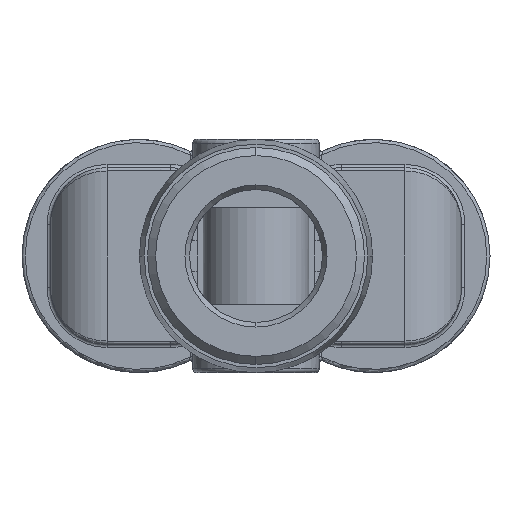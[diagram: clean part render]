
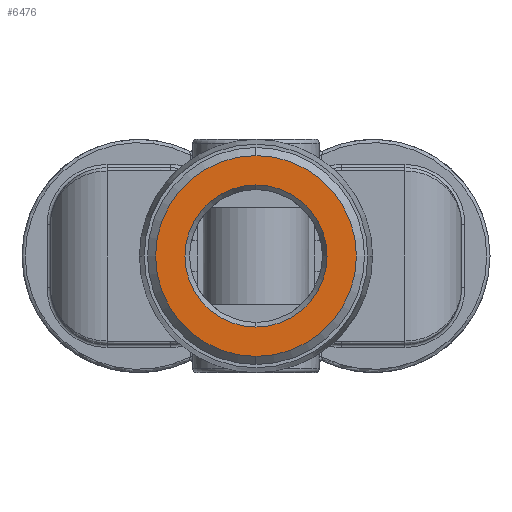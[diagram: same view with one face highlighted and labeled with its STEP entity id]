
A CAD part, front view. The second image highlights one B-rep face of the part: STEP entity #6476.
In plain terms, the highlighted planar face has unit normal (0, -1, 0).
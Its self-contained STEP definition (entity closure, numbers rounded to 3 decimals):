
#1816=CARTESIAN_POINT('',(0.,-5.7,0.));
#1817=DIRECTION('',(0.,-1.,0.));
#1818=DIRECTION('',(0.,0.,-1.));
#1819=AXIS2_PLACEMENT_3D('',#1816,#1817,#1818);
#1829=CARTESIAN_POINT('',(0.,-5.7,0.));
#1830=DIRECTION('',(0.,1.,0.));
#1831=DIRECTION('',(0.,0.,-1.));
#1832=AXIS2_PLACEMENT_3D('',#1829,#1830,#1831);
#1834=CARTESIAN_POINT('',(0.,-5.7,0.));
#1835=DIRECTION('',(0.,1.,0.));
#1836=DIRECTION('',(0.,0.,-1.));
#1837=AXIS2_PLACEMENT_3D('',#1834,#1835,#1836);
#1839=CARTESIAN_POINT('',(0.,-5.7,0.));
#1840=DIRECTION('',(0.,-1.,0.));
#1841=DIRECTION('',(0.,0.,-1.));
#1842=AXIS2_PLACEMENT_3D('',#1839,#1840,#1841);
#3275=CARTESIAN_POINT('',(0.,-5.7,-4.389));
#3277=VERTEX_POINT('',#3275);
#3278=CARTESIAN_POINT('',(0.,-5.7,-6.2));
#3280=VERTEX_POINT('',#3278);
#3289=CARTESIAN_POINT('',(0.,-5.7,4.389));
#3291=VERTEX_POINT('',#3289);
#3292=CARTESIAN_POINT('',(0.,-5.7,6.2));
#3294=VERTEX_POINT('',#3292);
#6461=CARTESIAN_POINT('',(0.,-5.7,0.));
#6462=DIRECTION('',(0.,-1.,0.));
#6463=DIRECTION('',(0.,0.,1.));
#6464=AXIS2_PLACEMENT_3D('',#6461,#6462,#6463);
#6465=PLANE('',#6464);
#6466=ORIENTED_EDGE('',*,*,#6440,.F.);
#6467=ORIENTED_EDGE('',*,*,#6456,.T.);
#6468=EDGE_LOOP('',(#6466,#6467));
#6469=FACE_OUTER_BOUND('',#6468,.F.);
#6471=ORIENTED_EDGE('',*,*,#6470,.F.);
#6473=ORIENTED_EDGE('',*,*,#6472,.T.);
#6474=EDGE_LOOP('',(#6471,#6473));
#6475=FACE_BOUND('',#6474,.F.);
#6476=ADVANCED_FACE('',(#6469,#6475),#6465,.T.);
#1820=CIRCLE('',#1819,6.2);
#1833=CIRCLE('',#1832,6.2);
#1838=CIRCLE('',#1837,4.389);
#1843=CIRCLE('',#1842,4.389);
#6440=EDGE_CURVE('',#3280,#3294,#1820,.T.);
#6456=EDGE_CURVE('',#3280,#3294,#1833,.T.);
#6470=EDGE_CURVE('',#3277,#3291,#1838,.T.);
#6472=EDGE_CURVE('',#3277,#3291,#1843,.T.);
